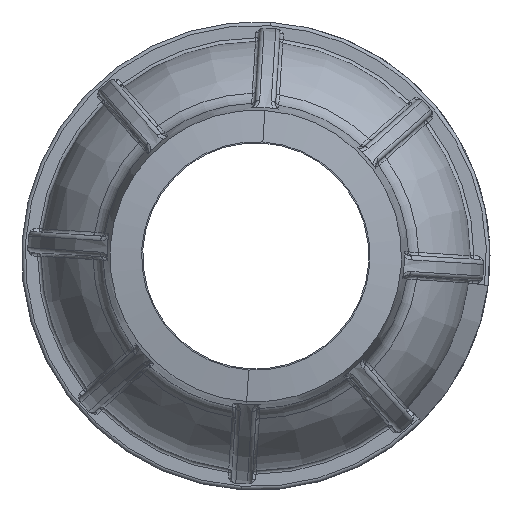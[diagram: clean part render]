
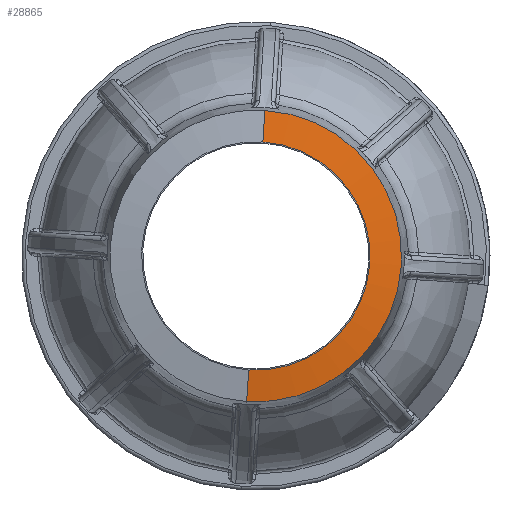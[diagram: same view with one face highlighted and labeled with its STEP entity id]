
A CAD part, left-side view. The second image highlights one B-rep face of the part: STEP entity #28865.
In plain terms, the highlighted conical face has half-angle 82 degrees and reference radius 12.78 mm.
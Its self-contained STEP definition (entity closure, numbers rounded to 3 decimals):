
#3305 = CIRCLE ( 'NONE', #3307, 16.311 ) ;
#3307 = AXIS2_PLACEMENT_3D ( 'NONE', #9243, #9244, #9245 ) ;
#3943 = CARTESIAN_POINT ( 'NONE',  ( -48.004, -1.017, 16.279 ) ) ;
#3944 = CARTESIAN_POINT ( 'NONE',  ( -48.004, 1.017, -16.279 ) ) ;
#3974 = CARTESIAN_POINT ( 'NONE',  ( -48.5, 0.797, -12.755 ) ) ;
#3975 = CARTESIAN_POINT ( 'NONE',  ( -48.5, -0.797, 12.755 ) ) ;
#9243 = CARTESIAN_POINT ( 'NONE',  ( -48.004, 0., 0. ) ) ;
#9244 = DIRECTION ( 'NONE',  ( 1., 0., 0. ) ) ;
#9245 = DIRECTION ( 'NONE',  ( 0., 0.062, -0.998 ) ) ;
#9380 = CARTESIAN_POINT ( 'NONE',  ( -48.5, 0.797, -12.755 ) ) ;
#9381 = DIRECTION ( 'NONE',  ( 0.139, 0.062, -0.988 ) ) ;
#9382 = CARTESIAN_POINT ( 'NONE',  ( -48.5, 0., 0. ) ) ;
#9383 = DIRECTION ( 'NONE',  ( -1., 0., 0. ) ) ;
#9384 = DIRECTION ( 'NONE',  ( 0., -0.062, 0.998 ) ) ;
#9385 = CARTESIAN_POINT ( 'NONE',  ( -48.5, -0.797, 12.755 ) ) ;
#9386 = DIRECTION ( 'NONE',  ( 0.139, -0.062, 0.988 ) ) ;
#10064 = CIRCLE ( 'NONE', #10066, 12.78 ) ;
#10065 = VECTOR ( 'NONE', #9381, 1000. ) ;
#10066 = AXIS2_PLACEMENT_3D ( 'NONE', #9382, #9383, #9384 ) ;
#10067 = VECTOR ( 'NONE', #9386, 1000. ) ;
#28865 = ADVANCED_FACE ( 'NONE', ( #53623 ), #56137, .T. ) ;
#31445 = VERTEX_POINT ( 'NONE', #3943 ) ;
#31447 = VERTEX_POINT ( 'NONE', #3944 ) ;
#31512 = VERTEX_POINT ( 'NONE', #3974 ) ;
#31514 = VERTEX_POINT ( 'NONE', #3975 ) ;
#35808 = EDGE_CURVE ( 'NONE', #31445, #31447, #3305, .T. ) ;
#35838 = EDGE_CURVE ( 'NONE', #31512, #31447, #54099, .T. ) ;
#35839 = EDGE_CURVE ( 'NONE', #31512, #31514, #10064, .T. ) ;
#35840 = EDGE_CURVE ( 'NONE', #31514, #31445, #54100, .T. ) ;
#36746 = ORIENTED_EDGE ( 'NONE', *, *, #35839, .F. ) ;
#36747 = ORIENTED_EDGE ( 'NONE', *, *, #35808, .F. ) ;
#36748 = ORIENTED_EDGE ( 'NONE', *, *, #35838, .T. ) ;
#36749 = ORIENTED_EDGE ( 'NONE', *, *, #35840, .F. ) ;
#41482 = EDGE_LOOP ( 'NONE', ( #36746, #36748, #36747, #36749 ) ) ;
#53623 = FACE_OUTER_BOUND ( 'NONE', #41482, .T. ) ;
#54099 = LINE ( 'NONE', #9380, #10065 ) ;
#54100 = LINE ( 'NONE', #9385, #10067 ) ;
#56135 = AXIS2_PLACEMENT_3D ( 'NONE', #57277, #57278, #57279 ) ;
#56137 = CONICAL_SURFACE ( 'NONE', #56135, 12.78, 1.431 ) ;
#57277 = CARTESIAN_POINT ( 'NONE',  ( -48.5, 0., 0. ) ) ;
#57278 = DIRECTION ( 'NONE',  ( 1., 0., 0. ) ) ;
#57279 = DIRECTION ( 'NONE',  ( 0., -0.062, 0.998 ) ) ;
